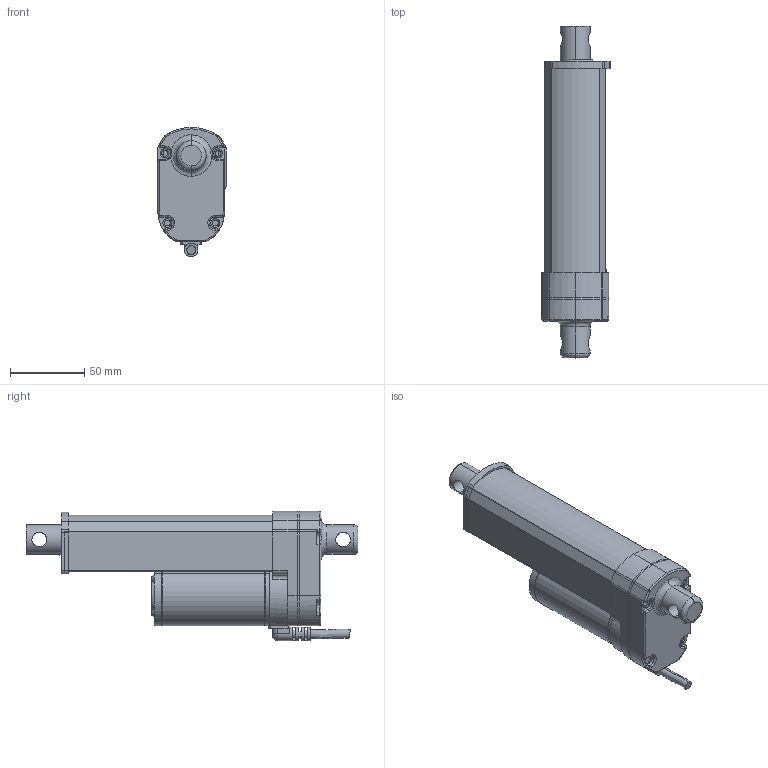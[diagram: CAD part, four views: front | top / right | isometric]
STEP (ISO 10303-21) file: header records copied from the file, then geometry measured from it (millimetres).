
FILE_DESCRIPTION (( 'STEP AP203' ), '1' );
FILE_NAME ('LD20-100mm.STEP', '2014-06-18T07:25:31', ( '' ), ( '' ), 'SwSTEP 2.0', 'SolidWorks 2012', '' );
FILE_SCHEMA (( 'CONFIG_CONTROL_DESIGN' ));
Length unit declared in the file: millimetre
Products named in the file (3): LD20-100mm; LD20-tube; LD20-Body
Assembly tree (2 placements, depth 2):
  LD20-100mm
    LD20-Body
    LD20-tube
Bounding box: 46.01 x 224 x 87.16 mm (x, y, z)
Surface area: 92958.9 mm2 (no closed solid volume)
Topology: 0 solids, 8 shells, 328 faces, 948 edges, 626 vertices
Faces by surface type: cylinder 141, plane 113, bspline 38, cone 36
Entity records: 12530 total; most frequent: CARTESIAN_POINT 3696, DIRECTION 1856, ORIENTED_EDGE 1682, EDGE_CURVE 942, AXIS2_PLACEMENT_3D 704, VERTEX_POINT 626, LINE 448, VECTOR 448
